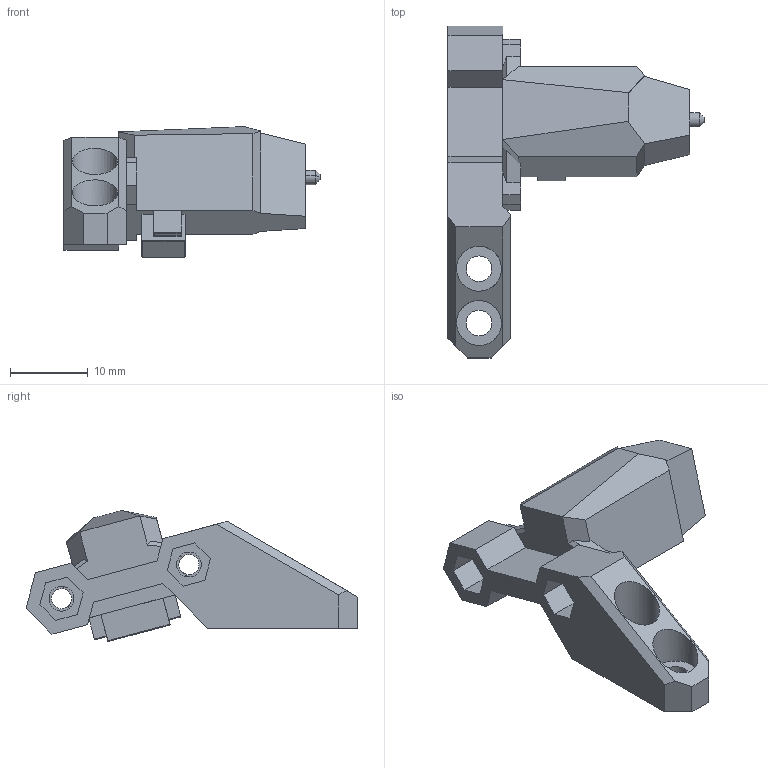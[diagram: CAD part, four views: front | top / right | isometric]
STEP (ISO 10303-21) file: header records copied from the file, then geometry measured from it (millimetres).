
FILE_DESCRIPTION (( 'STEP AP214' ), '1' );
FILE_NAME ('EVA microprobe standard bracket.STEP', '2022-11-04T06:57:51', ( '' ), ( '' ), 'SwSTEP 2.0', 'SolidWorks 2019', '' );
FILE_SCHEMA (( 'AUTOMOTIVE_DESIGN' ));
Length unit declared in the file: millimetre
Products named in the file (4): Biqu Micro Probe Mockup v2^MicroProbe(2)_MicroProbe.STEP; microprobe_mount^MicroProbe(2)_MicroProbe.STEP; EVA microprobe standard bracket; MicroProbe(2)^MicroProbe.STEP
Assembly tree (3 placements, depth 3):
  EVA microprobe standard bracket
    MicroProbe(2)^MicroProbe.STEP
      microprobe_mount^MicroProbe(2)_MicroProbe.STEP
      Biqu Micro Probe Mockup v2^MicroProbe(2)_MicroProbe.STEP
Bounding box: 33 x 42.78 x 16.86 mm (x, y, z)
Volume: 5002.5 mm3; surface area: 3327.7 mm2
Topology: 2 solids, 2 shells, 142 faces, 369 edges, 237 vertices
Faces by surface type: plane 90, cylinder 46, torus 4, cone 2
Entity records: 4483 total; most frequent: CARTESIAN_POINT 863, ORIENTED_EDGE 738, DIRECTION 709, EDGE_CURVE 369, VECTOR 279, LINE 279, VERTEX_POINT 237, AXIS2_PLACEMENT_3D 215
